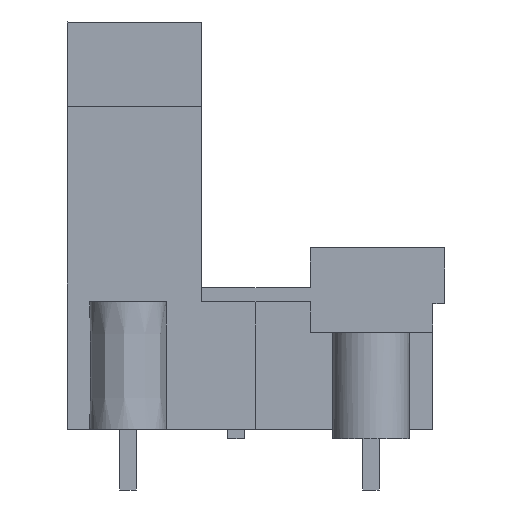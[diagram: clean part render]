
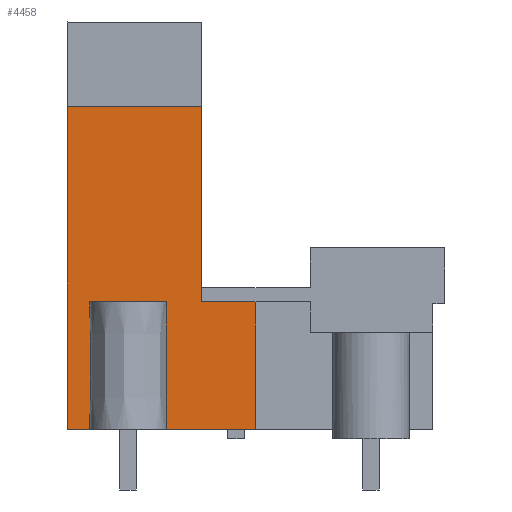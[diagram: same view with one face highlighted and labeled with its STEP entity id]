
A CAD part, left-side view. The second image highlights one B-rep face of the part: STEP entity #4458.
In plain terms, the highlighted planar face has unit normal (-1, 0, 0).
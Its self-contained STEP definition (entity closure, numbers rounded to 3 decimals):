
#4407=AXIS2_PLACEMENT_3D('Plane Axis2P3D',#4404,#4405,#4406) ;
#1747=CARTESIAN_POINT('Vertex',(3.84,11.84,3.8)) ;
#1750=CARTESIAN_POINT('Line Origine',(3.84,14.846,3.8)) ;
#1754=CARTESIAN_POINT('Vertex',(3.84,17.853,3.8)) ;
#1798=CARTESIAN_POINT('Vertex',(3.84,21.887,3.8)) ;
#1801=CARTESIAN_POINT('Line Origine',(3.84,22.779,3.8)) ;
#1805=CARTESIAN_POINT('Vertex',(3.84,23.67,3.8)) ;
#3919=CARTESIAN_POINT('Vertex',(3.84,15.24,12.7)) ;
#3949=CARTESIAN_POINT('Line Origine',(3.84,15.24,12.25)) ;
#3953=CARTESIAN_POINT('Vertex',(3.84,15.24,11.8)) ;
#3977=CARTESIAN_POINT('Vertex',(3.84,11.84,11.8)) ;
#3994=CARTESIAN_POINT('Line Origine',(3.84,13.54,11.8)) ;
#4242=CARTESIAN_POINT('Line Origine',(3.84,23.67,13.93)) ;
#4246=CARTESIAN_POINT('Vertex',(3.84,23.67,24.06)) ;
#4404=CARTESIAN_POINT('Axis2P3D Location',(3.84,23.67,3.2)) ;
#4409=CARTESIAN_POINT('Line Origine',(3.84,15.24,18.38)) ;
#4413=CARTESIAN_POINT('Vertex',(3.84,15.24,24.06)) ;
#4416=CARTESIAN_POINT('Line Origine',(3.84,19.455,24.06)) ;
#4421=CARTESIAN_POINT('Line Origine',(3.84,21.887,7.8)) ;
#4425=CARTESIAN_POINT('Vertex',(3.84,21.887,11.8)) ;
#4428=CARTESIAN_POINT('Line Origine',(3.84,19.87,11.8)) ;
#4432=CARTESIAN_POINT('Vertex',(3.84,17.853,11.8)) ;
#4435=CARTESIAN_POINT('Line Origine',(3.84,17.853,7.8)) ;
#4440=CARTESIAN_POINT('Line Origine',(3.84,11.84,7.8)) ;
#1751=DIRECTION('Vector Direction',(0.,-1.,0.)) ;
#1802=DIRECTION('Vector Direction',(0.,-1.,0.)) ;
#3950=DIRECTION('Vector Direction',(0.,0.,-1.)) ;
#3995=DIRECTION('Vector Direction',(0.,1.,0.)) ;
#4243=DIRECTION('Vector Direction',(0.,0.,1.)) ;
#4405=DIRECTION('Axis2P3D Direction',(-1.,0.,0.)) ;
#4406=DIRECTION('Axis2P3D XDirection',(0.,-1.,0.)) ;
#4410=DIRECTION('Vector Direction',(0.,0.,-1.)) ;
#4417=DIRECTION('Vector Direction',(0.,-1.,0.)) ;
#4422=DIRECTION('Vector Direction',(0.,0.,1.)) ;
#4429=DIRECTION('Vector Direction',(0.,1.,0.)) ;
#4436=DIRECTION('Vector Direction',(0.,0.,1.)) ;
#4441=DIRECTION('Vector Direction',(0.,0.,1.)) ;
#1752=VECTOR('Line Direction',#1751,1.) ;
#1803=VECTOR('Line Direction',#1802,1.) ;
#3951=VECTOR('Line Direction',#3950,1.) ;
#3996=VECTOR('Line Direction',#3995,1.) ;
#4244=VECTOR('Line Direction',#4243,1.) ;
#4411=VECTOR('Line Direction',#4410,1.) ;
#4418=VECTOR('Line Direction',#4417,1.) ;
#4423=VECTOR('Line Direction',#4422,1.) ;
#4430=VECTOR('Line Direction',#4429,1.) ;
#4437=VECTOR('Line Direction',#4436,1.) ;
#4442=VECTOR('Line Direction',#4441,1.) ;
#4446=ORIENTED_EDGE('',*,*,#4415,.F.) ;
#4447=ORIENTED_EDGE('',*,*,#4420,.T.) ;
#4448=ORIENTED_EDGE('',*,*,#4248,.T.) ;
#4449=ORIENTED_EDGE('',*,*,#1807,.T.) ;
#4450=ORIENTED_EDGE('',*,*,#4427,.T.) ;
#4451=ORIENTED_EDGE('',*,*,#4434,.F.) ;
#4452=ORIENTED_EDGE('',*,*,#4439,.F.) ;
#4453=ORIENTED_EDGE('',*,*,#1756,.T.) ;
#4454=ORIENTED_EDGE('',*,*,#4444,.T.) ;
#4455=ORIENTED_EDGE('',*,*,#3998,.T.) ;
#4456=ORIENTED_EDGE('',*,*,#3955,.F.) ;
#4458=ADVANCED_FACE('HOUSING',(#4457),#4408,.T.) ;
#1756=EDGE_CURVE('',#1755,#1748,#1753,.T.) ;
#1807=EDGE_CURVE('',#1806,#1799,#1804,.T.) ;
#3955=EDGE_CURVE('',#3920,#3954,#3952,.T.) ;
#3998=EDGE_CURVE('',#3978,#3954,#3997,.T.) ;
#4248=EDGE_CURVE('',#4247,#1806,#4245,.F.) ;
#4415=EDGE_CURVE('',#4414,#3920,#4412,.T.) ;
#4420=EDGE_CURVE('',#4414,#4247,#4419,.F.) ;
#4427=EDGE_CURVE('',#1799,#4426,#4424,.T.) ;
#4434=EDGE_CURVE('',#4433,#4426,#4431,.T.) ;
#4439=EDGE_CURVE('',#1755,#4433,#4438,.T.) ;
#4444=EDGE_CURVE('',#1748,#3978,#4443,.T.) ;
#4445=EDGE_LOOP('',(#4446,#4447,#4448,#4449,#4450,#4451,#4452,#4453,#4454,#4455,#4456)) ;
#4457=FACE_OUTER_BOUND('',#4445,.T.) ;
#1753=LINE('Line',#1750,#1752) ;
#1804=LINE('Line',#1801,#1803) ;
#3952=LINE('Line',#3949,#3951) ;
#3997=LINE('Line',#3994,#3996) ;
#4245=LINE('Line',#4242,#4244) ;
#4412=LINE('Line',#4409,#4411) ;
#4419=LINE('Line',#4416,#4418) ;
#4424=LINE('Line',#4421,#4423) ;
#4431=LINE('Line',#4428,#4430) ;
#4438=LINE('Line',#4435,#4437) ;
#4443=LINE('Line',#4440,#4442) ;
#4408=PLANE('',#4407) ;
#1748=VERTEX_POINT('',#1747) ;
#1755=VERTEX_POINT('',#1754) ;
#1799=VERTEX_POINT('',#1798) ;
#1806=VERTEX_POINT('',#1805) ;
#3920=VERTEX_POINT('',#3919) ;
#3954=VERTEX_POINT('',#3953) ;
#3978=VERTEX_POINT('',#3977) ;
#4247=VERTEX_POINT('',#4246) ;
#4414=VERTEX_POINT('',#4413) ;
#4426=VERTEX_POINT('',#4425) ;
#4433=VERTEX_POINT('',#4432) ;
